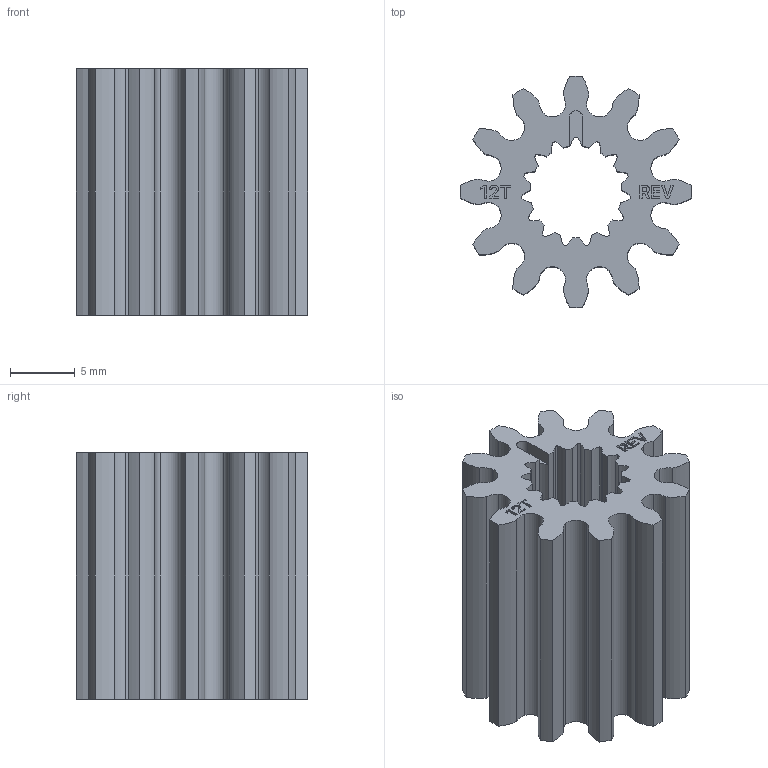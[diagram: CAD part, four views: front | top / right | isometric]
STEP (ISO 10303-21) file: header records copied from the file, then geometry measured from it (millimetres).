
FILE_DESCRIPTION (( 'STEP AP203' ), '1' );
FILE_NAME ('REV-21-4012_RevB.STEP', '2025-11-24T18:37:51', ( '' ), ( '' ), 'SwSTEP 2.0', 'SolidWorks 2022', '' );
FILE_SCHEMA (( 'CONFIG_CONTROL_DESIGN' ));
Length unit declared in the file: millimetre
Products named in the file (1): REV-21-4012_RevB
Bounding box: 17.82 x 17.82 x 19 mm (x, y, z)
Volume: 2431.2 mm3; surface area: 2768.8 mm2
Topology: 1 solids, 1 shells, 218 faces, 627 edges, 418 vertices
Faces by surface type: bspline 96, plane 67, cylinder 55
Entity records: 10328 total; most frequent: CARTESIAN_POINT 5080, ORIENTED_EDGE 1254, DIRECTION 793, EDGE_CURVE 627, VERTEX_POINT 418, LINE 323, VECTOR 323, AXIS2_PLACEMENT_3D 235
